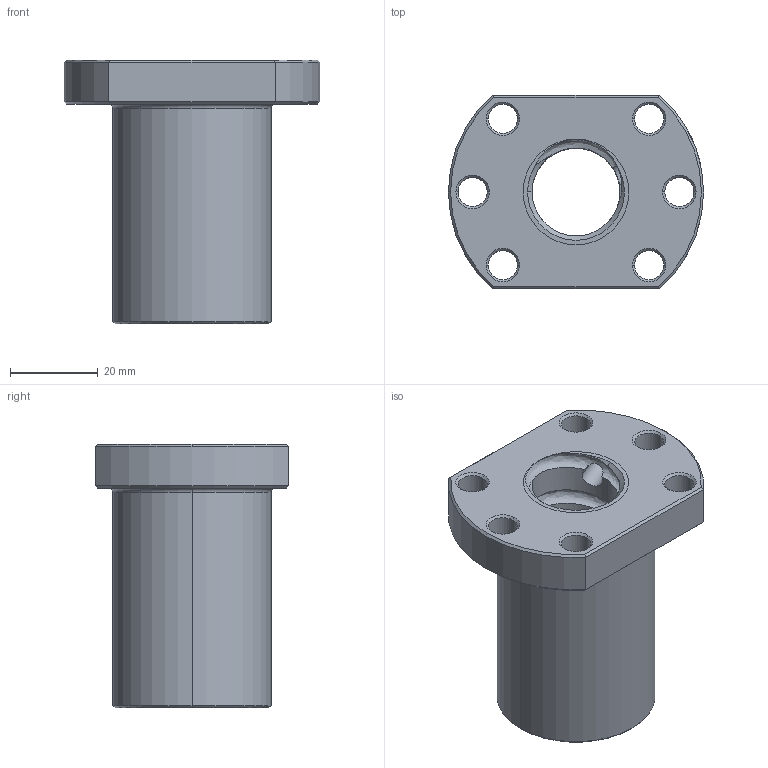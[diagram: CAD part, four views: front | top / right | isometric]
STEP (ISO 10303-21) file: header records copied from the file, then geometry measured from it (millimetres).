
FILE_DESCRIPTION (( 'STEP AP214' ), '1' );
FILE_NAME ('SFU-2010.STEP', '2021-10-01T18:52:30', ( '' ), ( '' ), 'SwSTEP 2.0', 'SolidWorks 2021', '' );
FILE_SCHEMA (( 'AUTOMOTIVE_DESIGN' ));
Length unit declared in the file: millimetre
Products named in the file (1): SFU-2010
Bounding box: 58 x 44 x 60 mm (x, y, z)
Volume: 50159 mm3; surface area: 16908.6 mm2
Topology: 1 solids, 1 shells, 74 faces, 184 edges, 114 vertices
Faces by surface type: cylinder 32, cone 25, plane 12, bspline 3, torus 2
Entity records: 5249 total; most frequent: CARTESIAN_POINT 3361, ORIENTED_EDGE 368, DIRECTION 353, EDGE_CURVE 184, AXIS2_PLACEMENT_3D 145, VERTEX_POINT 114, EDGE_LOOP 92, FACE_OUTER_BOUND 74
